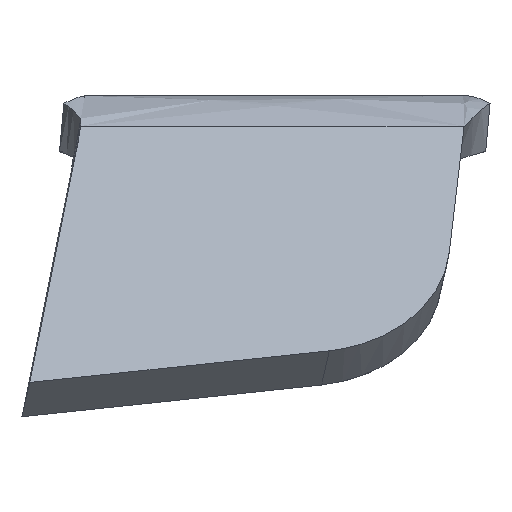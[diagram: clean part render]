
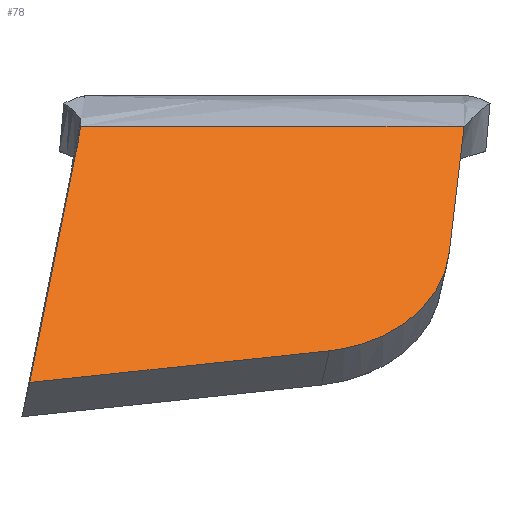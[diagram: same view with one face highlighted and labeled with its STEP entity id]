
A CAD part, left-side view. The second image highlights one B-rep face of the part: STEP entity #78.
In plain terms, the highlighted free-form (B-spline) face has degree [1, 1] with [2, 2] control points.
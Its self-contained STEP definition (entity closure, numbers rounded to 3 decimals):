
#24 = ORIENTED_EDGE ( 'NONE', *, *, #1008, .F. ) ;
#78 = ADVANCED_FACE ( 'NONE', ( #1037 ), #621, .F. ) ;
#107 = CARTESIAN_POINT ( 'NONE',  ( 132.534, 174.027, -35.409 ) ) ;
#136 = B_SPLINE_CURVE_WITH_KNOTS ( 'NONE', 1,
 ( #914, #821 ),
 .UNSPECIFIED., .F., .F.,
 ( 2, 2 ),
 ( 0., 1. ),
 .UNSPECIFIED. ) ;
#142 = VERTEX_POINT ( 'NONE', #891 ) ;
#169 = CARTESIAN_POINT ( 'NONE',  ( 161.869, 110.535, -15.481 ) ) ;
#227 = CARTESIAN_POINT ( 'NONE',  ( 145.607, 128.584, -30.417 ) ) ;
#229 = EDGE_CURVE ( 'NONE', #142, #672, #276, .T. ) ;
#276 = B_SPLINE_CURVE_WITH_KNOTS ( 'NONE', 3,
 ( #358, #1295, #364, #780 ),
 .UNSPECIFIED., .F., .F.,
 ( 4, 4 ),
 ( 0., 1. ),
 .UNSPECIFIED. ) ;
#278 = CARTESIAN_POINT ( 'NONE',  ( 132.808, 173.635, -35.178 ) ) ;
#281 = ORIENTED_EDGE ( 'NONE', *, *, #910, .F. ) ;
#303 = EDGE_CURVE ( 'NONE', #974, #672, #1321, .T. ) ;
#316 = EDGE_CURVE ( 'NONE', #570, #421, #683, .T. ) ;
#345 = ORIENTED_EDGE ( 'NONE', *, *, #303, .F. ) ;
#354 = B_SPLINE_CURVE_WITH_KNOTS ( 'NONE', 1,
 ( #916, #816 ),
 .UNSPECIFIED., .F., .F.,
 ( 2, 2 ),
 ( 0., 1. ),
 .UNSPECIFIED. ) ;
#358 = CARTESIAN_POINT ( 'NONE',  ( 178.398, 108.322, 3.356 ) ) ;
#364 = CARTESIAN_POINT ( 'NONE',  ( 170.947, 146.777, 3.356 ) ) ;
#395 = CARTESIAN_POINT ( 'NONE',  ( 165.634, 166.258, 1.556 ) ) ;
#411 = CARTESIAN_POINT ( 'NONE',  ( 165.634, 166.258, 1.556 ) ) ;
#421 = VERTEX_POINT ( 'NONE', #433 ) ;
#433 = CARTESIAN_POINT ( 'NONE',  ( 161.869, 110.535, -15.481 ) ) ;
#570 = VERTEX_POINT ( 'NONE', #1009 ) ;
#590 = CARTESIAN_POINT ( 'NONE',  ( 165.634, 166.258, 1.556 ) ) ;
#621 = B_SPLINE_SURFACE_WITH_KNOTS ( 'NONE', 1, 1, ( 
 ( #107, #1059 ),
 ( #1300, #682 ) ),
 .UNSPECIFIED., .F., .F., .F.,
 ( 2, 2 ),
 ( 2, 2 ),
 ( 0., 1. ),
 ( 0., 1. ),
 .UNSPECIFIED. ) ;
#626 = EDGE_CURVE ( 'NONE', #142, #570, #354, .T. ) ;
#672 = VERTEX_POINT ( 'NONE', #697 ) ;
#682 = CARTESIAN_POINT ( 'NONE',  ( 178.672, 107.93, 3.587 ) ) ;
#683 = B_SPLINE_CURVE_WITH_KNOTS ( 'NONE', 1,
 ( #1118, #911 ),
 .UNSPECIFIED., .F., .F.,
 ( 2, 2 ),
 ( 0., 1. ),
 .UNSPECIFIED. ) ;
#697 = CARTESIAN_POINT ( 'NONE',  ( 167.222, 166.004, 3.356 ) ) ;
#742 = ORIENTED_EDGE ( 'NONE', *, *, #229, .T. ) ;
#780 = CARTESIAN_POINT ( 'NONE',  ( 167.222, 166.004, 3.356 ) ) ;
#786 = CARTESIAN_POINT ( 'NONE',  ( 148.627, 118.294, -29.216 ) ) ;
#806 = CARTESIAN_POINT ( 'NONE',  ( 167.222, 166.004, 3.356 ) ) ;
#807 = ORIENTED_EDGE ( 'NONE', *, *, #316, .F. ) ;
#816 = CARTESIAN_POINT ( 'NONE',  ( 178.391, 108.331, 3.35 ) ) ;
#821 = CARTESIAN_POINT ( 'NONE',  ( 132.808, 173.635, -35.178 ) ) ;
#891 = CARTESIAN_POINT ( 'NONE',  ( 178.398, 108.322, 3.356 ) ) ;
#898 = CARTESIAN_POINT ( 'NONE',  ( 145.607, 128.584, -30.417 ) ) ;
#908 = CARTESIAN_POINT ( 'NONE',  ( 132.808, 173.635, -35.178 ) ) ;
#910 = EDGE_CURVE ( 'NONE', #956, #974, #1011, .T. ) ;
#911 = CARTESIAN_POINT ( 'NONE',  ( 161.869, 110.535, -15.481 ) ) ;
#914 = CARTESIAN_POINT ( 'NONE',  ( 145.607, 128.584, -30.417 ) ) ;
#916 = CARTESIAN_POINT ( 'NONE',  ( 178.398, 108.322, 3.356 ) ) ;
#956 = VERTEX_POINT ( 'NONE', #908 ) ;
#974 = VERTEX_POINT ( 'NONE', #411 ) ;
#1008 = EDGE_CURVE ( 'NONE', #1145, #956, #136, .T. ) ;
#1009 = CARTESIAN_POINT ( 'NONE',  ( 178.391, 108.331, 3.35 ) ) ;
#1011 = B_SPLINE_CURVE_WITH_KNOTS ( 'NONE', 1,
 ( #278, #590 ),
 .UNSPECIFIED., .F., .F.,
 ( 2, 2 ),
 ( 0., 1. ),
 .UNSPECIFIED. ) ;
#1037 = FACE_OUTER_BOUND ( 'NONE', #1230, .T. ) ;
#1059 = CARTESIAN_POINT ( 'NONE',  ( 136.713, 112.199, -44.537 ) ) ;
#1107 = CARTESIAN_POINT ( 'NONE',  ( 154.781, 111.464, -23.564 ) ) ;
#1118 = CARTESIAN_POINT ( 'NONE',  ( 178.391, 108.331, 3.35 ) ) ;
#1145 = VERTEX_POINT ( 'NONE', #227 ) ;
#1169 = ORIENTED_EDGE ( 'NONE', *, *, #626, .F. ) ;
#1228 =( BOUNDED_CURVE ( )  B_SPLINE_CURVE ( 3, ( #169, #1107, #786, #898 ),
 .UNSPECIFIED., .F., .T. ) 
 B_SPLINE_CURVE_WITH_KNOTS ( ( 4, 4 ),
 ( -1.214, 0. ),
 .UNSPECIFIED. ) 
 CURVE ( )  GEOMETRIC_REPRESENTATION_ITEM ( )  RATIONAL_B_SPLINE_CURVE ( ( 1., 0.881, 0.881, 1. ) ) 
 REPRESENTATION_ITEM ( '' )  );
#1230 = EDGE_LOOP ( 'NONE', ( #345, #281, #24, #1346, #807, #1169, #742 ) ) ;
#1286 = EDGE_CURVE ( 'NONE', #421, #1145, #1228, .T. ) ;
#1295 = CARTESIAN_POINT ( 'NONE',  ( 174.673, 127.549, 3.356 ) ) ;
#1300 = CARTESIAN_POINT ( 'NONE',  ( 174.493, 169.758, 12.715 ) ) ;
#1321 = B_SPLINE_CURVE_WITH_KNOTS ( 'NONE', 1,
 ( #395, #806 ),
 .UNSPECIFIED., .F., .F.,
 ( 2, 2 ),
 ( 0., 1. ),
 .UNSPECIFIED. ) ;
#1346 = ORIENTED_EDGE ( 'NONE', *, *, #1286, .F. ) ;
